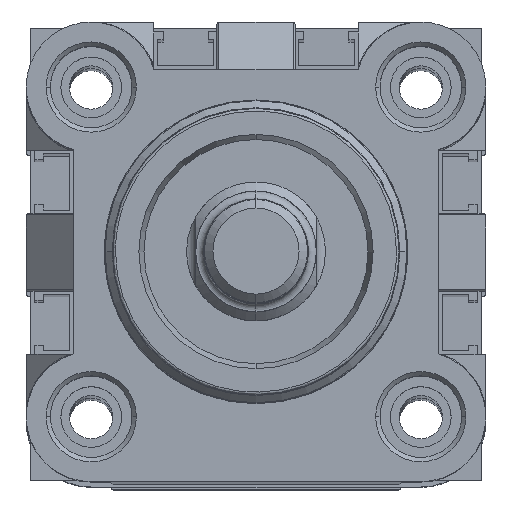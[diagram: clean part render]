
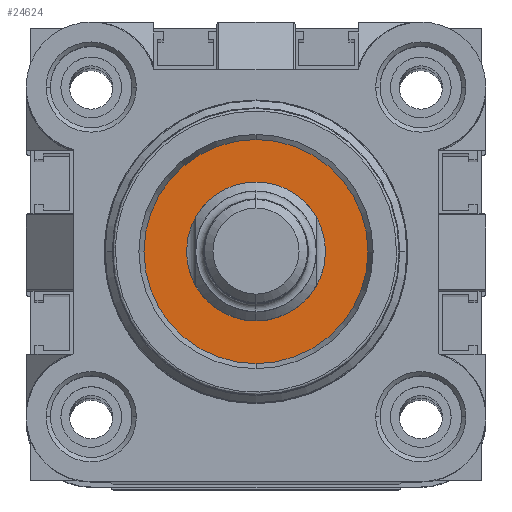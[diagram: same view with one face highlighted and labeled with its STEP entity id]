
A CAD part, top view. The second image highlights one B-rep face of the part: STEP entity #24624.
In plain terms, the highlighted face is planar.
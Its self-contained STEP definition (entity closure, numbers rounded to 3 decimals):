
#150 = VERTEX_POINT ( 'NONE', #19768 ) ;
#1730 = DIRECTION ( 'NONE',  ( 0., 0., -1. ) ) ;
#2291 = AXIS2_PLACEMENT_3D ( 'NONE', #24186, #12047, #26257 ) ;
#3258 = VERTEX_POINT ( 'NONE', #24592 ) ;
#4413 = FACE_BOUND ( 'NONE', #10367, .T. ) ;
#4571 = EDGE_LOOP ( 'NONE', ( #13831, #21073 ) ) ;
#6566 = DIRECTION ( 'NONE',  ( 0., 0., -1. ) ) ;
#6597 = CIRCLE ( 'NONE', #7796, 12.918 ) ;
#7796 = AXIS2_PLACEMENT_3D ( 'NONE', #18658, #6566, #20703 ) ;
#8132 = ORIENTED_EDGE ( 'NONE', *, *, #19782, .F. ) ;
#8567 = CIRCLE ( 'NONE', #2291, 8. ) ;
#8704 = CARTESIAN_POINT ( 'NONE',  ( 21., 21., -18.5 ) ) ;
#9065 = ORIENTED_EDGE ( 'NONE', *, *, #13938, .F. ) ;
#9316 = AXIS2_PLACEMENT_3D ( 'NONE', #8704, #22880, #10762 ) ;
#9781 = PLANE ( 'NONE',  #21380 ) ;
#10212 = VERTEX_POINT ( 'NONE', #12691 ) ;
#10367 = EDGE_LOOP ( 'NONE', ( #8132, #9065 ) ) ;
#10762 = DIRECTION ( 'NONE',  ( -1., 0., 0. ) ) ;
#11678 = CARTESIAN_POINT ( 'NONE',  ( 21., 21., -18.5 ) ) ;
#11916 = AXIS2_PLACEMENT_3D ( 'NONE', #11678, #25888, #13710 ) ;
#12047 = DIRECTION ( 'NONE',  ( 0., 0., -1. ) ) ;
#12514 = CARTESIAN_POINT ( 'NONE',  ( 21., 33.918, -18.5 ) ) ;
#12691 = CARTESIAN_POINT ( 'NONE',  ( 13., 21., -18.5 ) ) ;
#12969 = CIRCLE ( 'NONE', #9316, 8. ) ;
#13710 = DIRECTION ( 'NONE',  ( 0., 1., 0. ) ) ;
#13831 = ORIENTED_EDGE ( 'NONE', *, *, #14845, .T. ) ;
#13938 = EDGE_CURVE ( 'NONE', #3258, #10212, #12969, .T. ) ;
#14845 = EDGE_CURVE ( 'NONE', #24786, #150, #6597, .T. ) ;
#15886 = DIRECTION ( 'NONE',  ( -1., 0., 0. ) ) ;
#16605 = CIRCLE ( 'NONE', #11916, 12.918 ) ;
#17309 = EDGE_CURVE ( 'NONE', #150, #24786, #16605, .T. ) ;
#17750 = CARTESIAN_POINT ( 'NONE',  ( 34.073, 7.927, -18.5 ) ) ;
#18658 = CARTESIAN_POINT ( 'NONE',  ( 21., 21., -18.5 ) ) ;
#19768 = CARTESIAN_POINT ( 'NONE',  ( 21., 8.082, -18.5 ) ) ;
#19782 = EDGE_CURVE ( 'NONE', #10212, #3258, #8567, .T. ) ;
#20703 = DIRECTION ( 'NONE',  ( 0., 1., 0. ) ) ;
#21073 = ORIENTED_EDGE ( 'NONE', *, *, #17309, .T. ) ;
#21380 = AXIS2_PLACEMENT_3D ( 'NONE', #17750, #1730, #15886 ) ;
#22880 = DIRECTION ( 'NONE',  ( 0., 0., -1. ) ) ;
#24186 = CARTESIAN_POINT ( 'NONE',  ( 21., 21., -18.5 ) ) ;
#24592 = CARTESIAN_POINT ( 'NONE',  ( 29., 21., -18.5 ) ) ;
#24624 = ADVANCED_FACE ( 'NONE', ( #4413, #24712 ), #9781, .T. ) ;
#24712 = FACE_OUTER_BOUND ( 'NONE', #4571, .T. ) ;
#24786 = VERTEX_POINT ( 'NONE', #12514 ) ;
#25888 = DIRECTION ( 'NONE',  ( 0., 0., -1. ) ) ;
#26257 = DIRECTION ( 'NONE',  ( -1., 0., 0. ) ) ;
